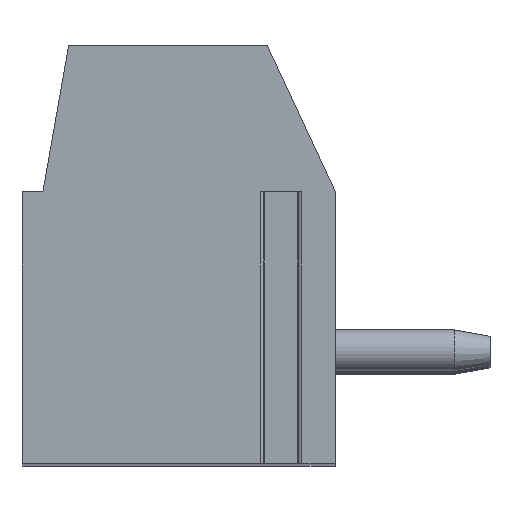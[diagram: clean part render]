
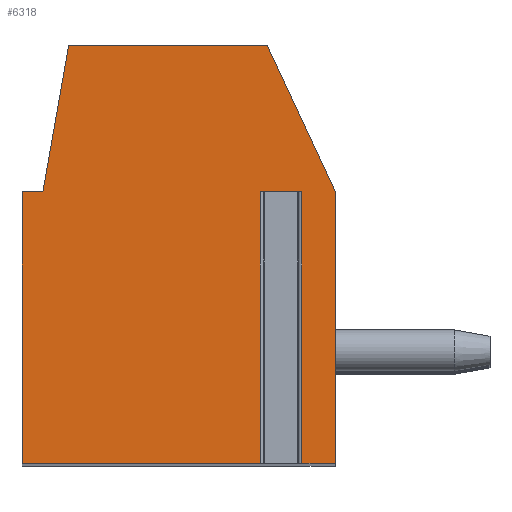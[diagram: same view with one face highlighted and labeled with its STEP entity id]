
A CAD part, top view. The second image highlights one B-rep face of the part: STEP entity #6318.
In plain terms, the highlighted planar face has unit normal (0, 0, 1).
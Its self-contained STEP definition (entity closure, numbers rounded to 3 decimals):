
#161=DIRECTION('',(-1.,0.,0.));
#162=VECTOR('',#161,0.996);
#163=CARTESIAN_POINT('',(2.948,1.5,37.5));
#164=LINE('',#163,#162);
#165=DIRECTION('',(0.,-1.,0.));
#166=VECTOR('',#165,6.5);
#167=CARTESIAN_POINT('',(1.952,1.5,37.5));
#168=LINE('',#167,#166);
#169=DIRECTION('',(1.,0.,0.));
#170=VECTOR('',#169,5.702);
#171=CARTESIAN_POINT('',(-3.75,-5.,37.5));
#172=LINE('',#171,#170);
#173=DIRECTION('',(0.,-1.,0.));
#174=VECTOR('',#173,6.5);
#175=CARTESIAN_POINT('',(-3.75,1.5,37.5));
#176=LINE('',#175,#174);
#177=DIRECTION('',(-1.,0.,0.));
#178=VECTOR('',#177,0.5);
#179=CARTESIAN_POINT('',(-3.25,1.5,37.5));
#180=LINE('',#179,#178);
#181=DIRECTION('',(-0.174,-0.985,0.));
#182=VECTOR('',#181,3.554);
#183=CARTESIAN_POINT('',(-2.633,5.,37.5));
#184=LINE('',#183,#182);
#185=DIRECTION('',(-1.,0.,0.));
#186=VECTOR('',#185,4.751);
#187=CARTESIAN_POINT('',(2.118,5.,37.5));
#188=LINE('',#187,#186);
#189=DIRECTION('',(-0.423,0.906,0.));
#190=VECTOR('',#189,3.862);
#191=CARTESIAN_POINT('',(3.75,1.5,37.5));
#192=LINE('',#191,#190);
#193=DIRECTION('',(0.,1.,0.));
#194=VECTOR('',#193,6.5);
#195=CARTESIAN_POINT('',(3.75,-5.,37.5));
#196=LINE('',#195,#194);
#197=DIRECTION('',(1.,0.,0.));
#198=VECTOR('',#197,0.802);
#199=CARTESIAN_POINT('',(2.948,-5.,37.5));
#200=LINE('',#199,#198);
#201=DIRECTION('',(0.,-1.,0.));
#202=VECTOR('',#201,6.5);
#203=CARTESIAN_POINT('',(2.948,1.5,37.5));
#204=LINE('',#203,#202);
#4863=CARTESIAN_POINT('',(3.75,-5.,37.5));
#4864=CARTESIAN_POINT('',(3.75,1.5,37.5));
#4865=VERTEX_POINT('',#4863);
#4866=VERTEX_POINT('',#4864);
#4867=CARTESIAN_POINT('',(2.118,5.,37.5));
#4868=VERTEX_POINT('',#4867);
#4869=CARTESIAN_POINT('',(-2.633,5.,37.5));
#4870=VERTEX_POINT('',#4869);
#4871=CARTESIAN_POINT('',(-3.25,1.5,37.5));
#4872=VERTEX_POINT('',#4871);
#4873=CARTESIAN_POINT('',(-3.75,1.5,37.5));
#4874=VERTEX_POINT('',#4873);
#4875=CARTESIAN_POINT('',(-3.75,-5.,37.5));
#4876=VERTEX_POINT('',#4875);
#4921=CARTESIAN_POINT('',(2.948,1.5,37.5));
#4922=CARTESIAN_POINT('',(1.952,1.5,37.5));
#4923=VERTEX_POINT('',#4921);
#4924=VERTEX_POINT('',#4922);
#4925=CARTESIAN_POINT('',(2.948,-5.,37.5));
#4926=VERTEX_POINT('',#4925);
#4927=CARTESIAN_POINT('',(1.952,-5.,37.5));
#4928=VERTEX_POINT('',#4927);
#6292=CARTESIAN_POINT('',(0.,0.,37.5));
#6293=DIRECTION('',(0.,0.,1.));
#6294=DIRECTION('',(1.,0.,0.));
#6295=AXIS2_PLACEMENT_3D('',#6292,#6293,#6294);
#6296=PLANE('',#6295);
#6298=ORIENTED_EDGE('',*,*,#6297,.T.);
#6300=ORIENTED_EDGE('',*,*,#6299,.T.);
#6301=ORIENTED_EDGE('',*,*,#6260,.F.);
#6303=ORIENTED_EDGE('',*,*,#6302,.F.);
#6305=ORIENTED_EDGE('',*,*,#6304,.F.);
#6307=ORIENTED_EDGE('',*,*,#6306,.F.);
#6309=ORIENTED_EDGE('',*,*,#6308,.F.);
#6311=ORIENTED_EDGE('',*,*,#6310,.F.);
#6313=ORIENTED_EDGE('',*,*,#6312,.F.);
#6314=ORIENTED_EDGE('',*,*,#6239,.F.);
#6315=ORIENTED_EDGE('',*,*,#6282,.F.);
#6316=EDGE_LOOP('',(#6298,#6300,#6301,#6303,#6305,#6307,#6309,#6311,#6313,#6314,
#6315));
#6317=FACE_OUTER_BOUND('',#6316,.F.);
#6239=EDGE_CURVE('',#4926,#4865,#200,.T.);
#6260=EDGE_CURVE('',#4876,#4928,#172,.T.);
#6282=EDGE_CURVE('',#4923,#4926,#204,.T.);
#6297=EDGE_CURVE('',#4923,#4924,#164,.T.);
#6299=EDGE_CURVE('',#4924,#4928,#168,.T.);
#6302=EDGE_CURVE('',#4874,#4876,#176,.T.);
#6304=EDGE_CURVE('',#4872,#4874,#180,.T.);
#6306=EDGE_CURVE('',#4870,#4872,#184,.T.);
#6308=EDGE_CURVE('',#4868,#4870,#188,.T.);
#6310=EDGE_CURVE('',#4866,#4868,#192,.T.);
#6312=EDGE_CURVE('',#4865,#4866,#196,.T.);
#6318=ADVANCED_FACE('',(#6317),#6296,.T.);
